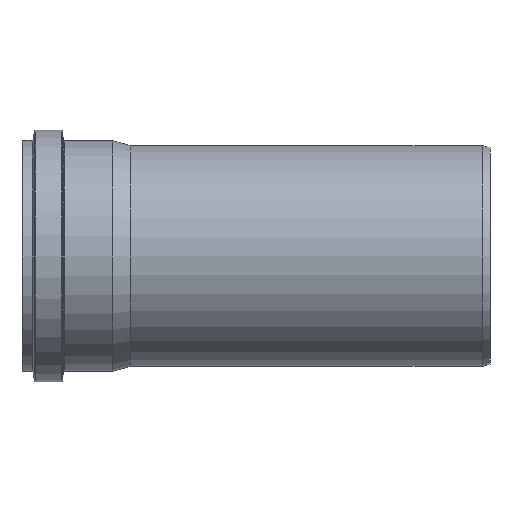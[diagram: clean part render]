
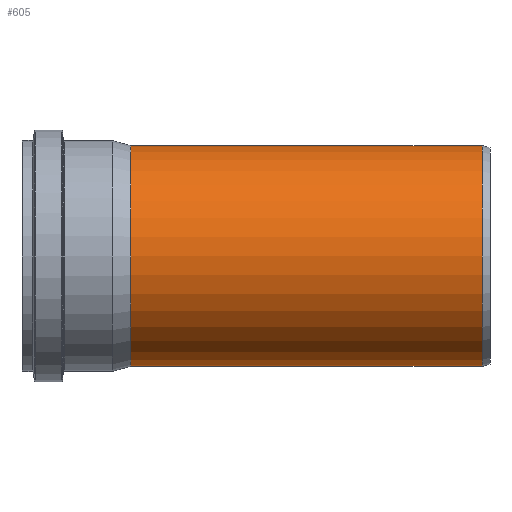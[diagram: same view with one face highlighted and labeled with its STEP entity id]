
A CAD part, left-side view. The second image highlights one B-rep face of the part: STEP entity #605.
In plain terms, the highlighted cylindrical face has radius 125.25 mm (diameter 250.5 mm), a full revolution.
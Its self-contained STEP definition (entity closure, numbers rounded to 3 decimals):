
#53=FACE_BOUND('',#188,.T.);
#54=FACE_BOUND('',#189,.T.);
#111=CYLINDRICAL_SURFACE('',#665,125.25);
#130=FACE_OUTER_BOUND('',#187,.T.);
#187=EDGE_LOOP('',(#488));
#188=EDGE_LOOP('',(#489));
#189=EDGE_LOOP('',(#490));
#301=CIRCLE('',#666,125.25);
#302=CIRCLE('',#667,125.25);
#358=B_SPLINE_CURVE_WITH_KNOTS('',3,(#1326,#1327,#1328,#1329,#1330,#1331,
#1332,#1333,#1334,#1335,#1336,#1337,#1338,#1339,#1340,#1341,#1342,#1343,
#1344,#1345,#1346,#1347,#1348,#1349,#1350,#1351,#1352,#1353,#1354,#1355,
#1356,#1357,#1358,#1359,#1360,#1361),.UNSPECIFIED.,.T.,.F.,(4,1,1,1,1,1,
1,1,1,1,1,1,1,1,1,1,1,1,1,1,1,1,1,1,1,1,1,1,1,1,1,1,1,4),(-97.079,
-95.924,-94.768,-93.612,-92.456,
-90.145,-87.834,-84.752,-81.67,
-78.588,-77.047,-75.506,-73.965,
-72.424,-70.883,-69.342,-66.26,
-63.179,-60.097,-58.556,-57.015,
-55.474,-53.933,-50.851,-49.31,
-47.769,-44.687,-41.605,-39.294,
-36.983,-35.827,-34.671,-33.515,
-32.36),.UNSPECIFIED.);
#363=VERTEX_POINT('',#1324);
#364=VERTEX_POINT('',#1365);
#365=VERTEX_POINT('',#1367);
#423=EDGE_CURVE('',#363,#363,#358,.T.);
#425=EDGE_CURVE('',#364,#364,#301,.T.);
#426=EDGE_CURVE('',#365,#365,#302,.T.);
#488=ORIENTED_EDGE('',*,*,#425,.F.);
#489=ORIENTED_EDGE('',*,*,#426,.T.);
#490=ORIENTED_EDGE('',*,*,#423,.F.);
#605=ADVANCED_FACE('',(#130,#53,#54),#111,.T.);
#665=AXIS2_PLACEMENT_3D('',#1364,#782,#783);
#666=AXIS2_PLACEMENT_3D('',#1366,#784,#785);
#667=AXIS2_PLACEMENT_3D('',#1368,#786,#787);
#782=DIRECTION('center_axis',(0.,-1.,0.));
#783=DIRECTION('ref_axis',(1.,0.,0.));
#784=DIRECTION('center_axis',(0.,-1.,0.));
#785=DIRECTION('ref_axis',(1.,0.,0.));
#786=DIRECTION('center_axis',(0.,-1.,0.));
#787=DIRECTION('ref_axis',(1.,0.,0.));
#1324=CARTESIAN_POINT('',(125.25,-15.114,-0.003));
#1326=CARTESIAN_POINT('Ctrl Pts',(125.25,-15.114,-0.003));
#1327=CARTESIAN_POINT('Ctrl Pts',(125.251,-15.114,3.787));
#1328=CARTESIAN_POINT('Ctrl Pts',(124.896,-16.26,11.368));
#1329=CARTESIAN_POINT('Ctrl Pts',(123.474,-20.9,21.781));
#1330=CARTESIAN_POINT('Ctrl Pts',(121.475,-27.519,30.944));
#1331=CARTESIAN_POINT('Ctrl Pts',(118.351,-38.081,41.584));
#1332=CARTESIAN_POINT('Ctrl Pts',(113.992,-53.386,52.395));
#1333=CARTESIAN_POINT('Ctrl Pts',(108.133,-75.663,63.588));
#1334=CARTESIAN_POINT('Ctrl Pts',(102.16,-101.738,72.692));
#1335=CARTESIAN_POINT('Ctrl Pts',(97.128,-131.46,79.15));
#1336=CARTESIAN_POINT('Ctrl Pts',(95.228,-157.106,81.352));
#1337=CARTESIAN_POINT('Ctrl Pts',(96.13,-177.659,80.3));
#1338=CARTESIAN_POINT('Ctrl Pts',(98.302,-192.732,77.661));
#1339=CARTESIAN_POINT('Ctrl Pts',(102.053,-206.893,72.742));
#1340=CARTESIAN_POINT('Ctrl Pts',(107.065,-219.417,65.271));
#1341=CARTESIAN_POINT('Ctrl Pts',(112.574,-229.769,55.351));
#1342=CARTESIAN_POINT('Ctrl Pts',(119.517,-240.415,39.371));
#1343=CARTESIAN_POINT('Ctrl Pts',(125.549,-247.844,15.438));
#1344=CARTESIAN_POINT('Ctrl Pts',(125.551,-247.844,-15.438));
#1345=CARTESIAN_POINT('Ctrl Pts',(119.514,-240.414,-39.371));
#1346=CARTESIAN_POINT('Ctrl Pts',(112.576,-229.771,-55.35));
#1347=CARTESIAN_POINT('Ctrl Pts',(107.06,-219.413,-65.271));
#1348=CARTESIAN_POINT('Ctrl Pts',(102.06,-206.902,-72.742));
#1349=CARTESIAN_POINT('Ctrl Pts',(97.035,-187.991,-79.299));
#1350=CARTESIAN_POINT('Ctrl Pts',(95.256,-167.361,-81.301));
#1351=CARTESIAN_POINT('Ctrl Pts',(95.995,-146.852,-80.465));
#1352=CARTESIAN_POINT('Ctrl Pts',(97.961,-126.506,-78.079));
#1353=CARTESIAN_POINT('Ctrl Pts',(102.162,-101.742,-72.69));
#1354=CARTESIAN_POINT('Ctrl Pts',(108.128,-75.678,-63.595));
#1355=CARTESIAN_POINT('Ctrl Pts',(113.993,-53.387,-52.396));
#1356=CARTESIAN_POINT('Ctrl Pts',(118.348,-38.091,-41.591));
#1357=CARTESIAN_POINT('Ctrl Pts',(121.474,-27.521,-30.948));
#1358=CARTESIAN_POINT('Ctrl Pts',(123.473,-20.903,-21.787));
#1359=CARTESIAN_POINT('Ctrl Pts',(124.896,-16.262,-11.375));
#1360=CARTESIAN_POINT('Ctrl Pts',(125.25,-15.115,-3.794));
#1361=CARTESIAN_POINT('Ctrl Pts',(125.25,-15.114,-0.003));
#1364=CARTESIAN_POINT('Origin',(0.,-199.321,0.));
#1365=CARTESIAN_POINT('',(125.25,-398.643,0.));
#1366=CARTESIAN_POINT('Origin',(0.,-398.643,0.));
#1367=CARTESIAN_POINT('',(125.25,0.,0.));
#1368=CARTESIAN_POINT('Origin',(0.,0.,0.));
